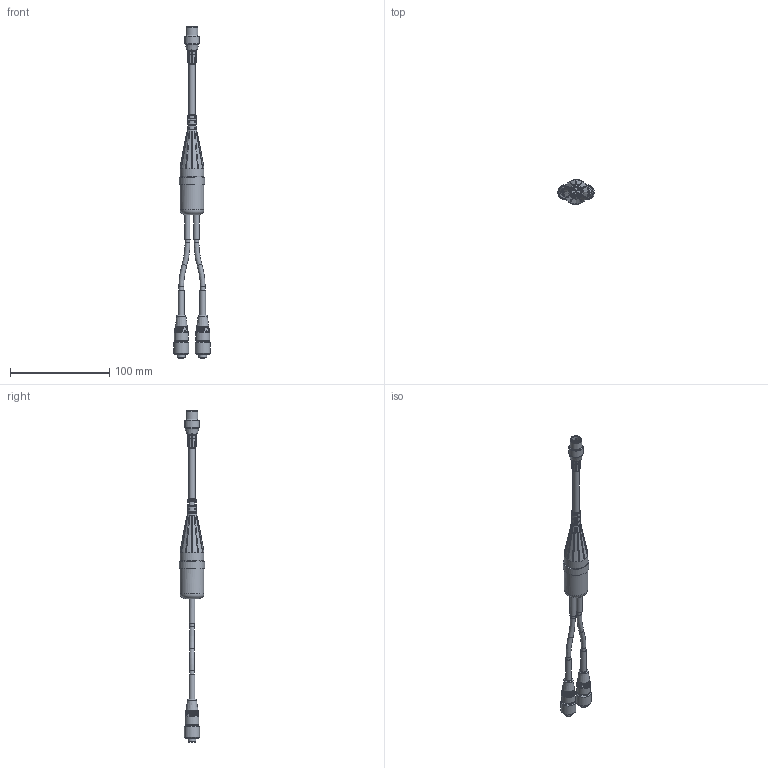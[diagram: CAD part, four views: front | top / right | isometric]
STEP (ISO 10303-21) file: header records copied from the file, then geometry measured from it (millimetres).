
FILE_DESCRIPTION(/* description */ (''),/* implementation_level */ '2;1');
FILE_NAME(/* name */ 'CMX2151.stp',/* time_stamp */ '2017-05-08T11:36:02-04:00',/* author */ ('aneininger'),/* organization */ (''),/* preprocessor_version */ 'ST-DEVELOPER v16.5',/* originating_system */ 'Autodesk Inventor 2017',/* authorisation */ '');
FILE_SCHEMA (('AUTOMOTIVE_DESIGN { 1 0 10303 214 3 1 1 }'));
Length unit declared in the file: inch
Products named in the file (1): CMX2151
Bounding box: 36.83 x 25.36 x 334.48 mm (x, y, z)
Volume: 50562.9 mm3; surface area: 21262.6 mm2
Topology: 2 solids, 2 shells, 787 faces, 1895 edges, 1230 vertices
Faces by surface type: plane 453, cylinder 130, bspline 112, cone 71, torus 16, sphere 5
Full cylindrical faces by diameter (mm): 0.991 x5, 1.143 x10, 1.27 x5, 1.397 x4, 1.524 x1, 1.676 x1, 4.826 x4, 5.842 x4, 6.35 x1, 8.382 x1, 8.433 x1, 8.89 x1, 9.423 x2, 9.525 x1, 9.677 x2, 9.779 x1, 9.906 x1, 10.414 x1, 10.795 x2, 10.922 x3, 11.836 x1, 11.974 x2, 12.119 x2, 12.265 x2, 12.41 x2, 12.555 x2, 12.7 x4, 12.845 x2, 12.99 x2, 13.135 x2
Entity records: 23963 total; most frequent: CARTESIAN_POINT 6176, ORIENTED_EDGE 3336, DIRECTION 3310, EDGE_CURVE 1668, AXIS2_PLACEMENT_3D 1260, VERTEX_POINT 1170, EDGE_LOOP 1074, LINE 790
